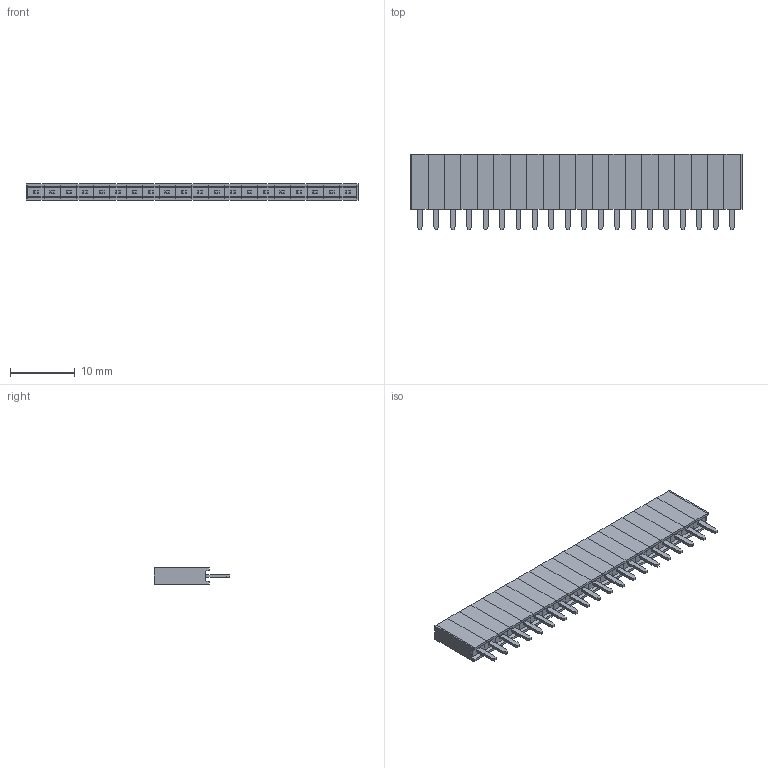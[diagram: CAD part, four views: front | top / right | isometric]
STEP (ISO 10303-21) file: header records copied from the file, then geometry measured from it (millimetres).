
FILE_DESCRIPTION (( 'STEP AP214' ), '1' );
FILE_NAME ('NPTC201LFBN-RC.STEP', '2024-10-30T12:18:05', ( '' ), ( '' ), 'SwSTEP 2.0', 'SolidWorks 2021', '' );
FILE_SCHEMA (( 'AUTOMOTIVE_DESIGN' ));
Length unit declared in the file: millimetre
Products named in the file (3): PPPC021LFBN-RC_C20; NPTC201LFBN-RC; Pin - Tin
Assembly tree (21 placements, depth 2):
  NPTC201LFBN-RC
    PPPC021LFBN-RC_C20
    Pin - Tin  x20
Bounding box: 51.31 x 11.71 x 2.54 mm (x, y, z)
Volume: 1065.2 mm3; surface area: 2335.6 mm2
Topology: 42 solids, 42 shells, 560 faces, 1288 edges, 832 vertices
Faces by surface type: plane 560
Entity records: 11681 total; most frequent: CARTESIAN_POINT 1982, ORIENTED_EDGE 1892, DIRECTION 1810, LINE 946, VECTOR 946, EDGE_CURVE 946, VERTEX_POINT 604, AXIS2_PLACEMENT_3D 432
